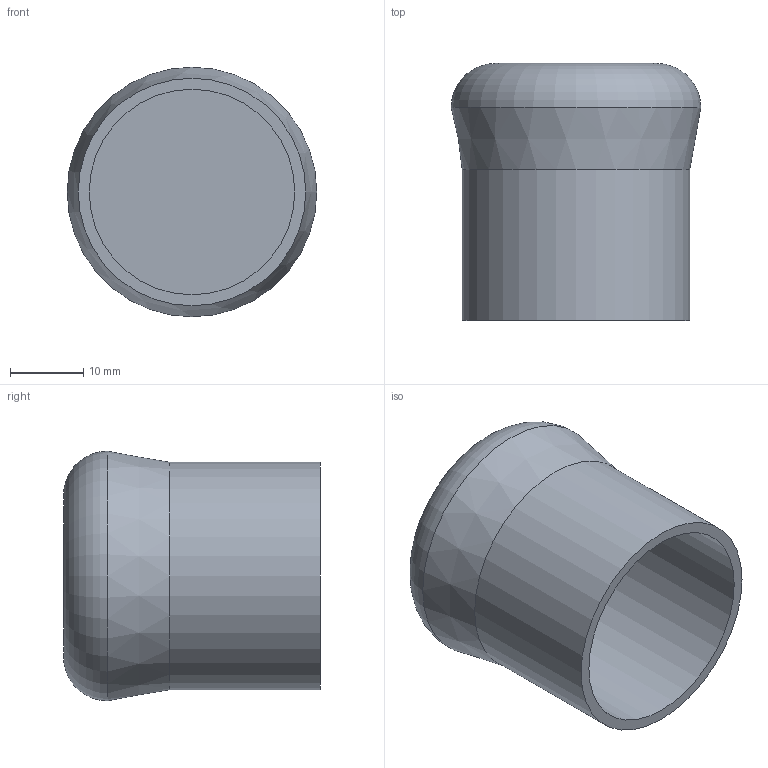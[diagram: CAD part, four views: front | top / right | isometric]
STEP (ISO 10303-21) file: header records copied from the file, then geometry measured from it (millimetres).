
FILE_DESCRIPTION(/* description */ ('Gumový doraz'),/* implementation_level */ '2;1');
FILE_NAME(/* name */ '220030.stp',/* time_stamp */ '2020-12-11T08:08:51+01:00',/* author */ ('Nockin'),/* organization */ ('Alutec K&K'),/* preprocessor_version */ 'ST-DEVELOPER v18.1',/* originating_system */ 'Autodesk Inventor 2021',/* authorisation */ '');
FILE_SCHEMA (('AUTOMOTIVE_DESIGN { 1 0 10303 214 3 1 1 }'));
Length unit declared in the file: millimetre
Products named in the file (1): 400-523_RF-02
Bounding box: 34 x 35 x 34 mm (x, y, z)
Volume: 8341.8 mm3; surface area: 7629.7 mm2
Topology: 1 solids, 1 shells, 9 faces, 14 edges, 9 vertices
Faces by surface type: plane 4, cylinder 3, cone 1, torus 1
Full cylindrical faces by diameter (mm): 16 x1, 28 x1, 31 x1
Entity records: 251 total; most frequent: DIRECTION 44, CARTESIAN_POINT 33, ORIENTED_EDGE 28, AXIS2_PLACEMENT_3D 20, EDGE_CURVE 14, EDGE_LOOP 11, CIRCLE 10, FACE_OUTER_BOUND 9
